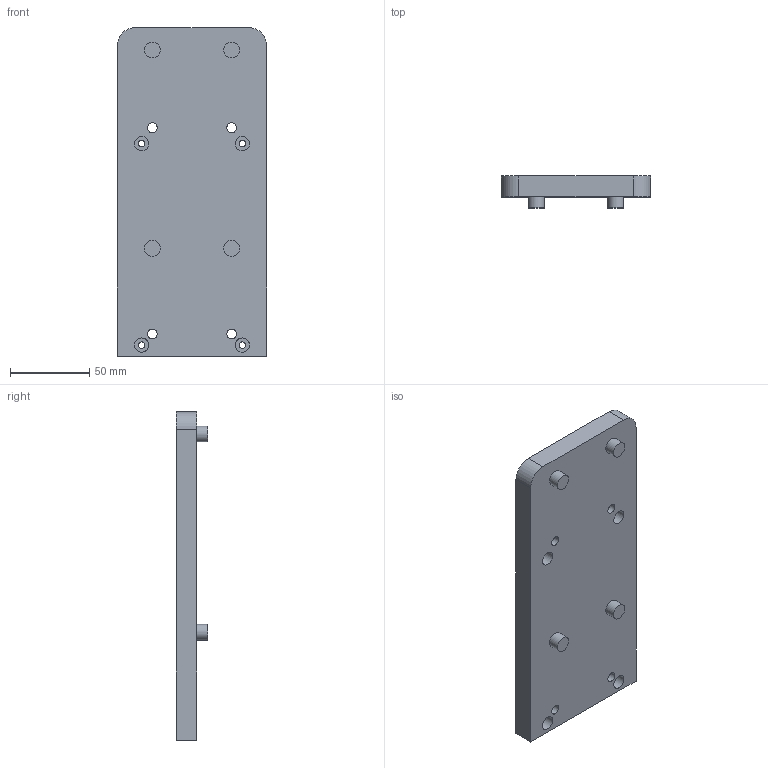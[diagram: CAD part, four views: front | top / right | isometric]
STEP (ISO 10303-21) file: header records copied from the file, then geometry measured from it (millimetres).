
FILE_DESCRIPTION(/* description */ (''),/* implementation_level */ '2;1');
FILE_NAME(/* name */ 'scope-strut-flange v6.step',/* time_stamp */ '2025-06-10T20:42:59+02:00',/* author */ (''),/* organization */ (''),/* preprocessor_version */ 'ST-DEVELOPER v20.1',/* originating_system */ 'Autodesk Translation Framework v14.10.0.0',/* authorisation */ '');
FILE_SCHEMA (('AUTOMOTIVE_DESIGN { 1 0 10303 214 3 1 1 }'));
Length unit declared in the file: millimetre
Products named in the file (1): scope-strut-flange
Bounding box: 94 x 20 x 207 mm (x, y, z)
Volume: 249410 mm3; surface area: 49539.3 mm2
Topology: 1 solids, 1 shells, 60 faces, 146 edges, 96 vertices
Faces by surface type: plane 42, cylinder 18
Full cylindrical faces by diameter (mm): 4.1 x4, 6.2 x4, 9 x4, 10 x4
Entity records: 1831 total; most frequent: DIRECTION 308, CARTESIAN_POINT 303, ORIENTED_EDGE 292, EDGE_CURVE 146, LINE 106, VECTOR 106, AXIS2_PLACEMENT_3D 101, VERTEX_POINT 96
